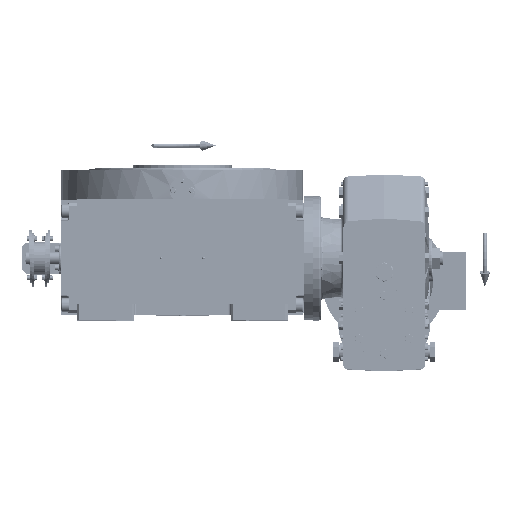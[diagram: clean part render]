
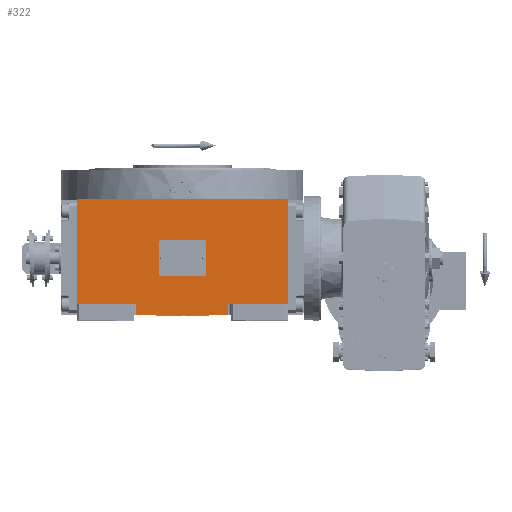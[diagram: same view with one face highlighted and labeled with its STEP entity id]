
A CAD part, top view. The second image highlights one B-rep face of the part: STEP entity #322.
In plain terms, the highlighted planar face has unit normal (0, 0, 1).
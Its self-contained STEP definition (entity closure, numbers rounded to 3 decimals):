
#322 = ADVANCED_FACE ( 'NONE', ( #129027 ), #52115, .T. ) ;
#3370 = LINE ( 'NONE', #52712, #30725 ) ;
#3473 = AXIS2_PLACEMENT_3D ( 'NONE', #141621, #76422, #52935 ) ;
#13877 = CARTESIAN_POINT ( 'NONE',  ( -59., -73., 226. ) ) ;
#14085 = DIRECTION ( 'NONE',  ( 0., 1., 0. ) ) ;
#19508 = VERTEX_POINT ( 'NONE', #91387 ) ;
#19826 = ORIENTED_EDGE ( 'NONE', *, *, #108415, .F. ) ;
#22553 = VECTOR ( 'NONE', #14085, 1000. ) ;
#25435 = LINE ( 'NONE', #88248, #39911 ) ;
#28338 = ORIENTED_EDGE ( 'NONE', *, *, #114484, .F. ) ;
#30725 = VECTOR ( 'NONE', #105423, 1000. ) ;
#32336 = LINE ( 'NONE', #57411, #87146 ) ;
#36684 = LINE ( 'NONE', #90238, #22553 ) ;
#39911 = VECTOR ( 'NONE', #124976, 1000. ) ;
#49184 = EDGE_CURVE ( 'NONE', #60169, #127836, #36684, .T. ) ;
#52115 = PLANE ( 'NONE',  #3473 ) ;
#52712 = CARTESIAN_POINT ( 'NONE',  ( -59., -73., 226. ) ) ;
#52935 = DIRECTION ( 'NONE',  ( 1., 0., 0. ) ) ;
#53611 = DIRECTION ( 'NONE',  ( 0., 1., 0. ) ) ;
#54252 = EDGE_CURVE ( 'NONE', #126061, #154458, #128398, .T. ) ;
#56123 = ORIENTED_EDGE ( 'NONE', *, *, #128029, .F. ) ;
#57411 = CARTESIAN_POINT ( 'NONE',  ( -135., -59., 226. ) ) ;
#60169 = VERTEX_POINT ( 'NONE', #129125 ) ;
#62363 = VECTOR ( 'NONE', #53611, 1000. ) ;
#65688 = DIRECTION ( 'NONE',  ( 1., 0., 0. ) ) ;
#68481 = CARTESIAN_POINT ( 'NONE',  ( 59., -59., 226. ) ) ;
#74332 = EDGE_CURVE ( 'NONE', #154229, #146304, #32336, .T. ) ;
#76422 = DIRECTION ( 'NONE',  ( 0., 0., 1. ) ) ;
#77476 = CARTESIAN_POINT ( 'NONE',  ( -59., -73., 226. ) ) ;
#79242 = CARTESIAN_POINT ( 'NONE',  ( 59., -59., 226. ) ) ;
#84066 = ORIENTED_EDGE ( 'NONE', *, *, #74332, .T. ) ;
#87146 = VECTOR ( 'NONE', #108459, 1000. ) ;
#88248 = CARTESIAN_POINT ( 'NONE',  ( 59., -59., 226. ) ) ;
#90238 = CARTESIAN_POINT ( 'NONE',  ( 135., -59., 226. ) ) ;
#91387 = CARTESIAN_POINT ( 'NONE',  ( -135., 75., 226. ) ) ;
#92157 = CARTESIAN_POINT ( 'NONE',  ( -135., -59., 226. ) ) ;
#93893 = EDGE_CURVE ( 'NONE', #151159, #60169, #118515, .T. ) ;
#99652 = ORIENTED_EDGE ( 'NONE', *, *, #93893, .T. ) ;
#105423 = DIRECTION ( 'NONE',  ( 0., 1., 0. ) ) ;
#106740 = LINE ( 'NONE', #147624, #135852 ) ;
#108415 = EDGE_CURVE ( 'NONE', #151159, #154458, #25435, .T. ) ;
#108459 = DIRECTION ( 'NONE',  ( 1., 0., 0. ) ) ;
#114484 = EDGE_CURVE ( 'NONE', #126061, #146304, #3370, .T. ) ;
#115236 = DIRECTION ( 'NONE',  ( 1., 0., 0. ) ) ;
#116753 = CARTESIAN_POINT ( 'NONE',  ( 135., 75., 226. ) ) ;
#118515 = LINE ( 'NONE', #79242, #129414 ) ;
#120858 = DIRECTION ( 'NONE',  ( 1., 0., 0. ) ) ;
#121370 = CARTESIAN_POINT ( 'NONE',  ( 59., -73., 226. ) ) ;
#122053 = ORIENTED_EDGE ( 'NONE', *, *, #143477, .F. ) ;
#124976 = DIRECTION ( 'NONE',  ( 0., -1., 0. ) ) ;
#126061 = VERTEX_POINT ( 'NONE', #77476 ) ;
#126505 = CARTESIAN_POINT ( 'NONE',  ( -135., -59., 226. ) ) ;
#127836 = VERTEX_POINT ( 'NONE', #116753 ) ;
#128029 = EDGE_CURVE ( 'NONE', #19508, #127836, #106740, .T. ) ;
#128398 = LINE ( 'NONE', #13877, #149455 ) ;
#129027 = FACE_OUTER_BOUND ( 'NONE', #147717, .T. ) ;
#129125 = CARTESIAN_POINT ( 'NONE',  ( 135., -59., 226. ) ) ;
#129414 = VECTOR ( 'NONE', #115236, 1000. ) ;
#135852 = VECTOR ( 'NONE', #120858, 1000. ) ;
#141621 = CARTESIAN_POINT ( 'NONE',  ( -135., -73., 226. ) ) ;
#143477 = EDGE_CURVE ( 'NONE', #154229, #19508, #153173, .T. ) ;
#146304 = VERTEX_POINT ( 'NONE', #152896 ) ;
#147624 = CARTESIAN_POINT ( 'NONE',  ( -135., 75., 226. ) ) ;
#147717 = EDGE_LOOP ( 'NONE', ( #162480, #19826, #99652, #154872, #56123, #122053, #84066, #28338 ) ) ;
#149455 = VECTOR ( 'NONE', #65688, 1000. ) ;
#151159 = VERTEX_POINT ( 'NONE', #68481 ) ;
#152896 = CARTESIAN_POINT ( 'NONE',  ( -59., -59., 226. ) ) ;
#153173 = LINE ( 'NONE', #92157, #62363 ) ;
#154229 = VERTEX_POINT ( 'NONE', #126505 ) ;
#154458 = VERTEX_POINT ( 'NONE', #121370 ) ;
#154872 = ORIENTED_EDGE ( 'NONE', *, *, #49184, .T. ) ;
#162480 = ORIENTED_EDGE ( 'NONE', *, *, #54252, .T. ) ;
